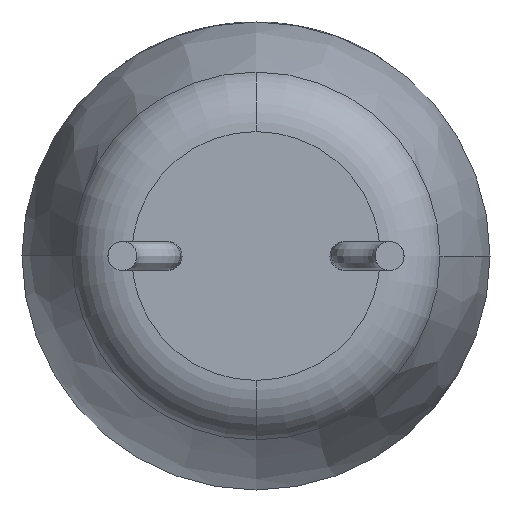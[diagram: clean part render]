
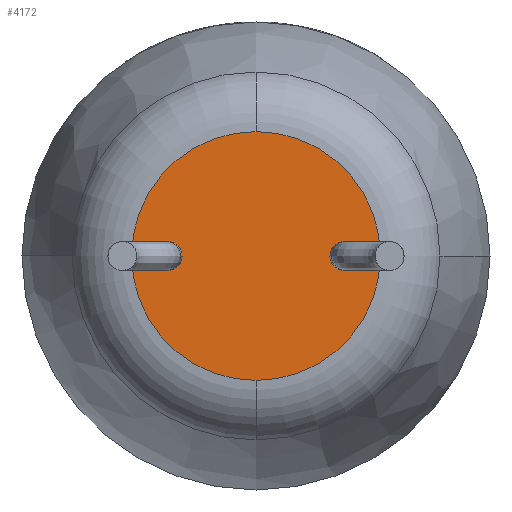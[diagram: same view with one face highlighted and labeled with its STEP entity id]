
A CAD part, front view. The second image highlights one B-rep face of the part: STEP entity #4172.
In plain terms, the highlighted planar face has unit normal (0, -1, 0).
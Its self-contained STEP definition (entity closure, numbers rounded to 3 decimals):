
#21 = CARTESIAN_POINT ( 'NONE',  ( 1.681, 0., 0. ) ) ;
#156 = CARTESIAN_POINT ( 'NONE',  ( 1.406, 0., 0. ) ) ;
#208 = AXIS2_PLACEMENT_3D ( 'NONE', #1689, #784, #3011 ) ;
#233 = EDGE_CURVE ( 'NONE', #1248, #917, #484, .T. ) ;
#371 = VERTEX_POINT ( 'NONE', #3226 ) ;
#484 = CIRCLE ( 'NONE', #4996, 0.275 ) ;
#539 = DIRECTION ( 'NONE',  ( 0., -1., 0. ) ) ;
#590 = DIRECTION ( 'NONE',  ( 0., -1., 0. ) ) ;
#764 = DIRECTION ( 'NONE',  ( 0., -1., 0. ) ) ;
#784 = DIRECTION ( 'NONE',  ( 0., 1., 0. ) ) ;
#917 = VERTEX_POINT ( 'NONE', #4624 ) ;
#953 = DIRECTION ( 'NONE',  ( 0., 0., 1. ) ) ;
#968 = EDGE_CURVE ( 'NONE', #5596, #4425, #5571, .T. ) ;
#974 = EDGE_LOOP ( 'NONE', ( #2222, #1867 ) ) ;
#998 = EDGE_LOOP ( 'NONE', ( #3204, #2117 ) ) ;
#1248 = VERTEX_POINT ( 'NONE', #1992 ) ;
#1324 = DIRECTION ( 'NONE',  ( 0., 0., -1. ) ) ;
#1341 = CIRCLE ( 'NONE', #1920, 2.366 ) ;
#1342 = DIRECTION ( 'NONE',  ( 0., 1., 0. ) ) ;
#1368 = EDGE_CURVE ( 'NONE', #4425, #5596, #2665, .T. ) ;
#1469 = CARTESIAN_POINT ( 'NONE',  ( -1.681, 0., 0. ) ) ;
#1571 = CIRCLE ( 'NONE', #1830, 0.275 ) ;
#1689 = CARTESIAN_POINT ( 'NONE',  ( 1.681, 0., 0. ) ) ;
#1830 = AXIS2_PLACEMENT_3D ( 'NONE', #1469, #590, #1866 ) ;
#1848 = DIRECTION ( 'NONE',  ( 0., 0., 1. ) ) ;
#1863 = EDGE_CURVE ( 'NONE', #1950, #371, #1341, .T. ) ;
#1866 = DIRECTION ( 'NONE',  ( 0., 0., 1. ) ) ;
#1867 = ORIENTED_EDGE ( 'NONE', *, *, #1863, .T. ) ;
#1920 = AXIS2_PLACEMENT_3D ( 'NONE', #2499, #764, #2028 ) ;
#1950 = VERTEX_POINT ( 'NONE', #4540 ) ;
#1992 = CARTESIAN_POINT ( 'NONE',  ( -1.956, 0., 0. ) ) ;
#2028 = DIRECTION ( 'NONE',  ( 0., 0., 1. ) ) ;
#2117 = ORIENTED_EDGE ( 'NONE', *, *, #968, .T. ) ;
#2222 = ORIENTED_EDGE ( 'NONE', *, *, #4322, .T. ) ;
#2311 = AXIS2_PLACEMENT_3D ( 'NONE', #4507, #539, #1848 ) ;
#2316 = DIRECTION ( 'NONE',  ( 0., -1., 0. ) ) ;
#2499 = CARTESIAN_POINT ( 'NONE',  ( 0., 0., 0. ) ) ;
#2546 = ORIENTED_EDGE ( 'NONE', *, *, #4473, .F. ) ;
#2665 = CIRCLE ( 'NONE', #2672, 0.275 ) ;
#2672 = AXIS2_PLACEMENT_3D ( 'NONE', #21, #1342, #1324 ) ;
#2821 = FACE_BOUND ( 'NONE', #4491, .T. ) ;
#3011 = DIRECTION ( 'NONE',  ( 0., 0., -1. ) ) ;
#3204 = ORIENTED_EDGE ( 'NONE', *, *, #1368, .T. ) ;
#3226 = CARTESIAN_POINT ( 'NONE',  ( 0., 0., -2.366 ) ) ;
#3268 = ORIENTED_EDGE ( 'NONE', *, *, #233, .F. ) ;
#3595 = CARTESIAN_POINT ( 'NONE',  ( -1.681, 0., 0. ) ) ;
#3665 = FACE_OUTER_BOUND ( 'NONE', #974, .T. ) ;
#3937 = DIRECTION ( 'NONE',  ( 0., 0., 1. ) ) ;
#3998 = FACE_BOUND ( 'NONE', #998, .T. ) ;
#4172 = ADVANCED_FACE ( 'NONE', ( #3998, #3665, #2821 ), #5190, .F. ) ;
#4292 = DIRECTION ( 'NONE',  ( 0., 1., 0. ) ) ;
#4311 = AXIS2_PLACEMENT_3D ( 'NONE', #5641, #4292, #3937 ) ;
#4322 = EDGE_CURVE ( 'NONE', #371, #1950, #4891, .T. ) ;
#4425 = VERTEX_POINT ( 'NONE', #156 ) ;
#4473 = EDGE_CURVE ( 'NONE', #917, #1248, #1571, .T. ) ;
#4491 = EDGE_LOOP ( 'NONE', ( #3268, #2546 ) ) ;
#4507 = CARTESIAN_POINT ( 'NONE',  ( 0., 0., 0. ) ) ;
#4540 = CARTESIAN_POINT ( 'NONE',  ( 0., 0., 2.366 ) ) ;
#4624 = CARTESIAN_POINT ( 'NONE',  ( -1.406, 0., 0. ) ) ;
#4891 = CIRCLE ( 'NONE', #2311, 2.366 ) ;
#4996 = AXIS2_PLACEMENT_3D ( 'NONE', #3595, #2316, #953 ) ;
#5190 = PLANE ( 'NONE',  #4311 ) ;
#5360 = CARTESIAN_POINT ( 'NONE',  ( 1.956, 0., 0. ) ) ;
#5571 = CIRCLE ( 'NONE', #208, 0.275 ) ;
#5596 = VERTEX_POINT ( 'NONE', #5360 ) ;
#5641 = CARTESIAN_POINT ( 'NONE',  ( 0., 0., 0. ) ) ;
